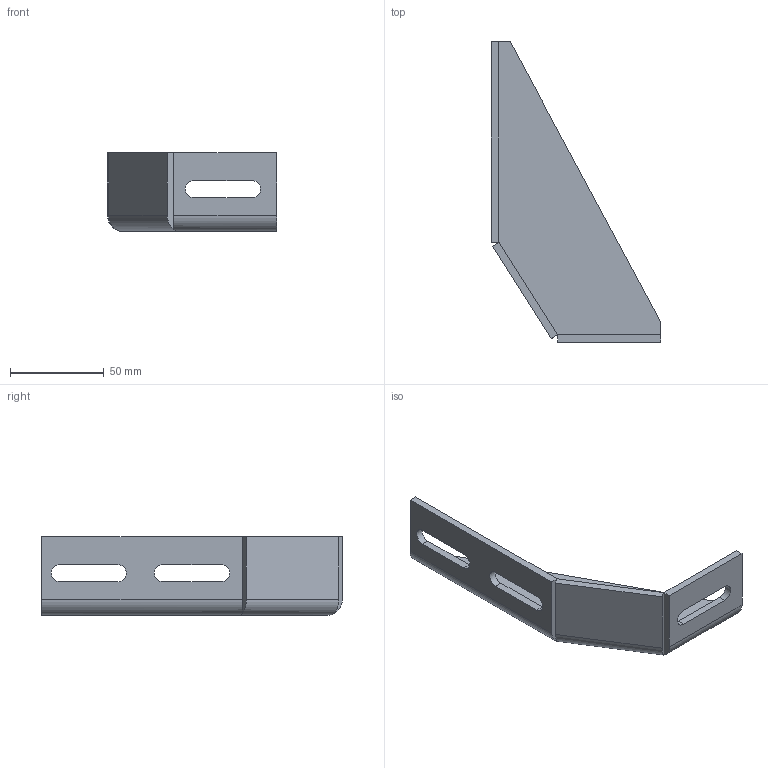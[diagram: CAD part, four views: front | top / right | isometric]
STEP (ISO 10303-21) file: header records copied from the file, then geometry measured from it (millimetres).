
FILE_DESCRIPTION(/* description */ ('STEP AP214'),/* implementation_level */ '2;1');
FILE_NAME(/* name */ '093B2002V',/* time_stamp */ '2022-09-13T12:01:55+02:00',/* author */ ('License CC BY-ND 4.0'),/* organization */ ('CADENAS'),/* preprocessor_version */ 'ST-DEVELOPER v18.102',/* originating_system */ 'PARTsolutions',/* authorisation */ ' ');
FILE_SCHEMA (('AUTOMOTIVE_DESIGN {1 0 10303 214 3 1 1}'));
Length unit declared in the file: millimetre
Products named in the file (1): 093B2002V
Bounding box: 90 x 160 x 42 mm (x, y, z)
Volume: 56159.9 mm3; surface area: 32594.2 mm2
Topology: 1 solids, 1 shells, 33 faces, 92 edges, 61 vertices
Faces by surface type: plane 24, cylinder 9
Entity records: 1101 total; most frequent: CARTESIAN_POINT 187, ORIENTED_EDGE 184, DIRECTION 181, EDGE_CURVE 92, LINE 71, VECTOR 71, VERTEX_POINT 61, AXIS2_PLACEMENT_3D 55
